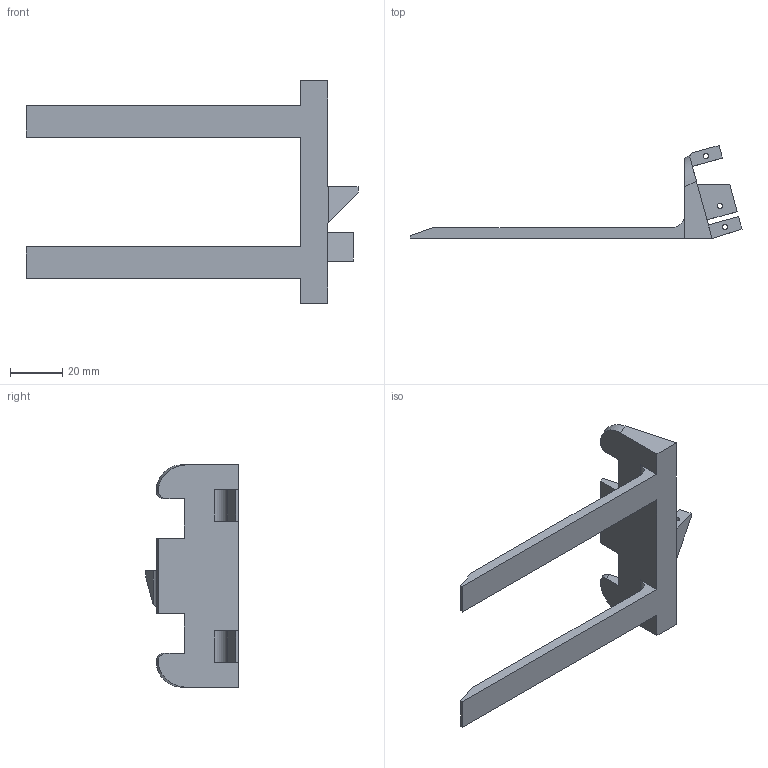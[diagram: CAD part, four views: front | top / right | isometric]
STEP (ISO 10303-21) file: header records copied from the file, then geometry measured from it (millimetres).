
FILE_DESCRIPTION (( 'STEP AP203' ), '1' );
FILE_NAME ('Palet Loader Attachement.STEP', '2023-10-01T15:24:06', ( '' ), ( '' ), 'SwSTEP 2.0', 'SolidWorks 2023', '' );
FILE_SCHEMA (( 'CONFIG_CONTROL_DESIGN' ));
Length unit declared in the file: millimetre
Products named in the file (1): Palet Loader Attachement
Bounding box: 126.94 x 35.52 x 85 mm (x, y, z)
Volume: 27618.3 mm3; surface area: 14120.1 mm2
Topology: 1 solids, 1 shells, 49 faces, 139 edges, 92 vertices
Faces by surface type: plane 36, cylinder 13
Entity records: 1659 total; most frequent: CARTESIAN_POINT 320, ORIENTED_EDGE 278, DIRECTION 239, EDGE_CURVE 139, VECTOR 113, LINE 113, VERTEX_POINT 92, AXIS2_PLACEMENT_3D 63
